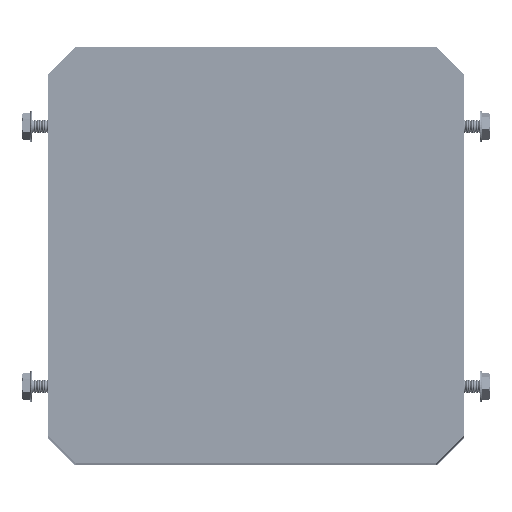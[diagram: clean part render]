
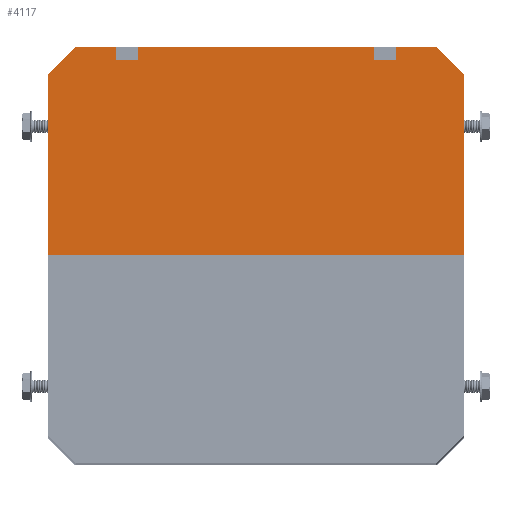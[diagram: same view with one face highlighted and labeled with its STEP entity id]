
A CAD part, top view. The second image highlights one B-rep face of the part: STEP entity #4117.
In plain terms, the highlighted planar face has unit normal (0, 0, 1).
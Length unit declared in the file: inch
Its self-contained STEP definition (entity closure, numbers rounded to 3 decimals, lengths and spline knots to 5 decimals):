
#204 = CARTESIAN_POINT ( 'NONE',  ( -2.2635, -4., 12.105 ) ) ;
#808 = CARTESIAN_POINT ( 'NONE',  ( -4., -4., 12.105 ) ) ;
#1637 = VECTOR ( 'NONE', #14425, 39.37008 ) ;
#1885 = CARTESIAN_POINT ( 'NONE',  ( -2.6875, -3.75, 12.105 ) ) ;
#2086 = EDGE_CURVE ( 'NONE', #11593, #47375, #9492, .T. ) ;
#2244 = CARTESIAN_POINT ( 'NONE',  ( -2.6875, -3.75, 12.105 ) ) ;
#3479 = LINE ( 'NONE', #17599, #11805 ) ;
#4117 = ADVANCED_FACE ( 'NONE', ( #51453 ), #25304, .T. ) ;
#4318 = EDGE_CURVE ( 'NONE', #38979, #37762, #23440, .T. ) ;
#4675 = DIRECTION ( 'NONE',  ( -1., 0., 0. ) ) ;
#4916 = DIRECTION ( 'NONE',  ( 1., 0., 0. ) ) ;
#5830 = DIRECTION ( 'NONE',  ( 0., 1., 0. ) ) ;
#6203 = ORIENTED_EDGE ( 'NONE', *, *, #35874, .T. ) ;
#8169 = VERTEX_POINT ( 'NONE', #44319 ) ;
#9492 = LINE ( 'NONE', #30868, #40779 ) ;
#9515 = VERTEX_POINT ( 'NONE', #10654 ) ;
#9966 = CARTESIAN_POINT ( 'NONE',  ( -0.2655, -7.7345, 12.105 ) ) ;
#9992 = CARTESIAN_POINT ( 'NONE',  ( 2.2635, -3.75, 12.105 ) ) ;
#10032 = CARTESIAN_POINT ( 'NONE',  ( -2.2635, -3.75, 12.105 ) ) ;
#10267 = CARTESIAN_POINT ( 'NONE',  ( 2.2635, -4., 12.105 ) ) ;
#10654 = CARTESIAN_POINT ( 'NONE',  ( -2.6875, -4., 12.105 ) ) ;
#11593 = VERTEX_POINT ( 'NONE', #42397 ) ;
#11805 = VECTOR ( 'NONE', #13324, 39.37008 ) ;
#12060 = CARTESIAN_POINT ( 'NONE',  ( -4., 0., 12.105 ) ) ;
#12264 = CARTESIAN_POINT ( 'NONE',  ( 2.6875, -3.75, 12.105 ) ) ;
#13045 = CARTESIAN_POINT ( 'NONE',  ( -4., -3.469, 12.105 ) ) ;
#13324 = DIRECTION ( 'NONE',  ( -1., 0., 0. ) ) ;
#13759 = DIRECTION ( 'NONE',  ( 1., 0., 0. ) ) ;
#14425 = DIRECTION ( 'NONE',  ( 0., -1., 0. ) ) ;
#14890 = VECTOR ( 'NONE', #39505, 39.37008 ) ;
#15079 = CARTESIAN_POINT ( 'NONE',  ( -2.2635, -3.75, 12.105 ) ) ;
#15098 = CARTESIAN_POINT ( 'NONE',  ( -3.469, -4., 12.105 ) ) ;
#15875 = EDGE_CURVE ( 'NONE', #47375, #8169, #43360, .T. ) ;
#16374 = DIRECTION ( 'NONE',  ( 0., -1., 0. ) ) ;
#17373 = LINE ( 'NONE', #26074, #28218 ) ;
#17599 = CARTESIAN_POINT ( 'NONE',  ( 2.2635, -3.75, 12.105 ) ) ;
#17829 = ORIENTED_EDGE ( 'NONE', *, *, #30381, .T. ) ;
#18001 = VERTEX_POINT ( 'NONE', #42206 ) ;
#18060 = EDGE_CURVE ( 'NONE', #22789, #9515, #32384, .T. ) ;
#18134 = EDGE_CURVE ( 'NONE', #36946, #22789, #47645, .T. ) ;
#18542 = CARTESIAN_POINT ( 'NONE',  ( 2.2635, -3.75, 12.105 ) ) ;
#19423 = VERTEX_POINT ( 'NONE', #13045 ) ;
#20128 = CARTESIAN_POINT ( 'NONE',  ( 3.469, -4., 12.105 ) ) ;
#20167 = CARTESIAN_POINT ( 'NONE',  ( -4., 4., 12.105 ) ) ;
#20205 = DIRECTION ( 'NONE',  ( 0.707, -0.707, 0. ) ) ;
#20940 = LINE ( 'NONE', #29967, #30510 ) ;
#21708 = VECTOR ( 'NONE', #42415, 39.37008 ) ;
#22106 = ORIENTED_EDGE ( 'NONE', *, *, #29841, .T. ) ;
#22789 = VERTEX_POINT ( 'NONE', #35138 ) ;
#23440 = LINE ( 'NONE', #18542, #1637 ) ;
#23474 = VECTOR ( 'NONE', #16374, 39.37008 ) ;
#23585 = LINE ( 'NONE', #28381, #24803 ) ;
#23910 = ORIENTED_EDGE ( 'NONE', *, *, #32805, .T. ) ;
#24254 = EDGE_LOOP ( 'NONE', ( #28790, #23910, #52301, #45936, #17829, #40797, #44987, #22106, #24590, #35888, #30279, #6203, #38808, #48508 ) ) ;
#24590 = ORIENTED_EDGE ( 'NONE', *, *, #35410, .T. ) ;
#24803 = VECTOR ( 'NONE', #20205, 39.37008 ) ;
#25304 = PLANE ( 'NONE',  #45908 ) ;
#26074 = CARTESIAN_POINT ( 'NONE',  ( -4., -4., 12.105 ) ) ;
#26337 = EDGE_CURVE ( 'NONE', #18001, #38979, #3479, .T. ) ;
#26624 = VERTEX_POINT ( 'NONE', #15098 ) ;
#26937 = DIRECTION ( 'NONE',  ( 1., 0., 0. ) ) ;
#28218 = VECTOR ( 'NONE', #50446, 39.37008 ) ;
#28381 = CARTESIAN_POINT ( 'NONE',  ( -3.7345, -3.7345, 12.105 ) ) ;
#28790 = ORIENTED_EDGE ( 'NONE', *, *, #49218, .T. ) ;
#29391 = DIRECTION ( 'NONE',  ( 0., 0., 1. ) ) ;
#29841 = EDGE_CURVE ( 'NONE', #36946, #34581, #47394, .T. ) ;
#29967 = CARTESIAN_POINT ( 'NONE',  ( -4., -4., 12.105 ) ) ;
#30279 = ORIENTED_EDGE ( 'NONE', *, *, #26337, .F. ) ;
#30381 = EDGE_CURVE ( 'NONE', #26624, #9515, #17373, .T. ) ;
#30510 = VECTOR ( 'NONE', #13759, 39.37008 ) ;
#30827 = DIRECTION ( 'NONE',  ( -1., 0., 0. ) ) ;
#30868 = CARTESIAN_POINT ( 'NONE',  ( -4., -4., 12.105 ) ) ;
#32339 = CARTESIAN_POINT ( 'NONE',  ( 4., 0., 12.105 ) ) ;
#32384 = LINE ( 'NONE', #1885, #39400 ) ;
#32805 = EDGE_CURVE ( 'NONE', #43309, #52859, #48499, .T. ) ;
#33256 = CARTESIAN_POINT ( 'NONE',  ( -4., 0., 12.105 ) ) ;
#34410 = CARTESIAN_POINT ( 'NONE',  ( 4., 4., 12.105 ) ) ;
#34581 = VERTEX_POINT ( 'NONE', #204 ) ;
#34589 = DIRECTION ( 'NONE',  ( 0., -1., 0. ) ) ;
#35138 = CARTESIAN_POINT ( 'NONE',  ( -2.6875, -3.75, 12.105 ) ) ;
#35410 = EDGE_CURVE ( 'NONE', #34581, #37762, #20940, .T. ) ;
#35575 = LINE ( 'NONE', #12264, #23474 ) ;
#35689 = VECTOR ( 'NONE', #5830, 39.37008 ) ;
#35874 = EDGE_CURVE ( 'NONE', #18001, #11593, #35575, .T. ) ;
#35888 = ORIENTED_EDGE ( 'NONE', *, *, #4318, .F. ) ;
#36810 = VECTOR ( 'NONE', #30827, 39.37008 ) ;
#36946 = VERTEX_POINT ( 'NONE', #10032 ) ;
#37132 = VECTOR ( 'NONE', #48628, 39.37008 ) ;
#37695 = VECTOR ( 'NONE', #4675, 39.37008 ) ;
#37762 = VERTEX_POINT ( 'NONE', #10267 ) ;
#38808 = ORIENTED_EDGE ( 'NONE', *, *, #2086, .T. ) ;
#38979 = VERTEX_POINT ( 'NONE', #9992 ) ;
#39400 = VECTOR ( 'NONE', #34589, 39.37008 ) ;
#39505 = DIRECTION ( 'NONE',  ( 0., -1., 0. ) ) ;
#40779 = VECTOR ( 'NONE', #26937, 39.37008 ) ;
#40797 = ORIENTED_EDGE ( 'NONE', *, *, #18060, .F. ) ;
#41210 = EDGE_CURVE ( 'NONE', #19423, #26624, #23585, .T. ) ;
#42206 = CARTESIAN_POINT ( 'NONE',  ( 2.6875, -3.75, 12.105 ) ) ;
#42397 = CARTESIAN_POINT ( 'NONE',  ( 2.6875, -4., 12.105 ) ) ;
#42415 = DIRECTION ( 'NONE',  ( 0.707, 0.707, 0. ) ) ;
#43309 = VERTEX_POINT ( 'NONE', #32339 ) ;
#43360 = LINE ( 'NONE', #9966, #21708 ) ;
#44319 = CARTESIAN_POINT ( 'NONE',  ( 4., -3.469, 12.105 ) ) ;
#44987 = ORIENTED_EDGE ( 'NONE', *, *, #18134, .F. ) ;
#45908 = AXIS2_PLACEMENT_3D ( 'NONE', #808, #29391, #4916 ) ;
#45936 = ORIENTED_EDGE ( 'NONE', *, *, #41210, .T. ) ;
#46496 = LINE ( 'NONE', #34410, #35689 ) ;
#46589 = EDGE_CURVE ( 'NONE', #52859, #19423, #47967, .T. ) ;
#47375 = VERTEX_POINT ( 'NONE', #20128 ) ;
#47394 = LINE ( 'NONE', #15079, #14890 ) ;
#47645 = LINE ( 'NONE', #2244, #36810 ) ;
#47967 = LINE ( 'NONE', #20167, #37132 ) ;
#48499 = LINE ( 'NONE', #33256, #37695 ) ;
#48508 = ORIENTED_EDGE ( 'NONE', *, *, #15875, .T. ) ;
#48628 = DIRECTION ( 'NONE',  ( 0., -1., 0. ) ) ;
#49218 = EDGE_CURVE ( 'NONE', #8169, #43309, #46496, .T. ) ;
#50446 = DIRECTION ( 'NONE',  ( 1., 0., 0. ) ) ;
#51453 = FACE_OUTER_BOUND ( 'NONE', #24254, .T. ) ;
#52301 = ORIENTED_EDGE ( 'NONE', *, *, #46589, .T. ) ;
#52859 = VERTEX_POINT ( 'NONE', #12060 ) ;
